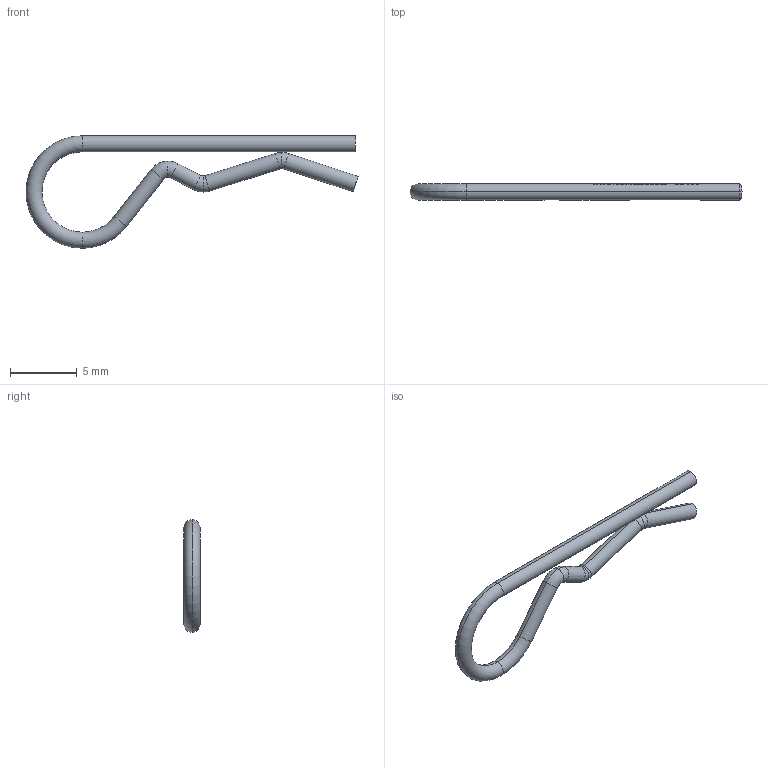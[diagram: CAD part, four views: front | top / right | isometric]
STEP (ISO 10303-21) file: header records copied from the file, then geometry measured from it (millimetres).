
FILE_DESCRIPTION (( 'STEP AP214' ), '1' );
FILE_NAME ('05100-R Clip Zinc Plated 1.25mm Wire 27mm Long.STEP', '2018-11-23T02:15:13', ( '' ), ( '' ), 'SwSTEP 2.0', 'SolidWorks 2018', '' );
FILE_SCHEMA (( 'AUTOMOTIVE_DESIGN' ));
Length unit declared in the file: millimetre
Products named in the file (2): 05100-R Clip Zinc Plated 1.25mm Wire 27mm Long
Bounding box: 24.79 x 1.2 x 8.4 mm (x, y, z)
Volume: 62.3 mm3; surface area: 212.2 mm2
Topology: 1 solids, 1 shells, 279 faces, 729 edges, 478 vertices
Faces by surface type: bspline 157, plane 70, cylinder 36, torus 16
Entity records: 14257 total; most frequent: CARTESIAN_POINT 8714, ORIENTED_EDGE 1458, EDGE_CURVE 729, DIRECTION 579, B_SPLINE_CURVE_WITH_KNOTS 500, VERTEX_POINT 478, EDGE_LOOP 305, ADVANCED_FACE 279
